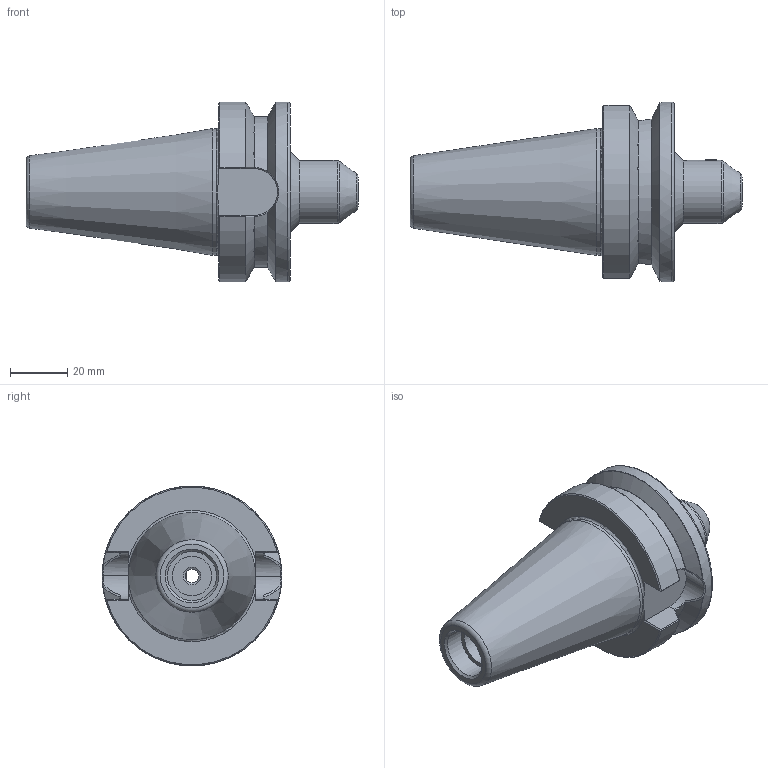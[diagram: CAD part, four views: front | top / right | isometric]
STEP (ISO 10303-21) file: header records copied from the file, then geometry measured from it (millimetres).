
FILE_DESCRIPTION(/* description */ (''),/* implementation_level */ '2;1');
FILE_NAME(/* name */ 'BT40 EM.1875-2.0.step',/* time_stamp */ '2025-08-06T14:43:05-05:00',/* author */ (''),/* organization */ (''),/* preprocessor_version */ 'ST-DEVELOPER v20.1',/* originating_system */ 'Autodesk Translation Framework v14.10.0.0',/* authorisation */ '');
FILE_SCHEMA (('AUTOMOTIVE_DESIGN { 1 0 10303 214 3 1 1 }'));
Length unit declared in the file: inch
Products named in the file (1): BT40 Standard Template
Bounding box: 116.3 x 63 x 63 mm (x, y, z)
Volume: 126738.3 mm3; surface area: 24100.2 mm2
Topology: 1 solids, 1 shells, 97 faces, 255 edges, 166 vertices
Faces by surface type: plane 34, bspline 20, cylinder 18, torus 13, cone 12
Full cylindrical faces by diameter (mm): 3.912 x1, 4.762 x1, 6.286 x1, 13.843 x1, 17.15 x1, 22.098 x1, 44.45 x1, 63 x1
Entity records: 3959 total; most frequent: CARTESIAN_POINT 1575, ORIENTED_EDGE 510, DIRECTION 414, EDGE_CURVE 255, VERTEX_POINT 166, AXIS2_PLACEMENT_3D 163, EDGE_LOOP 105, FACE_OUTER_BOUND 97
